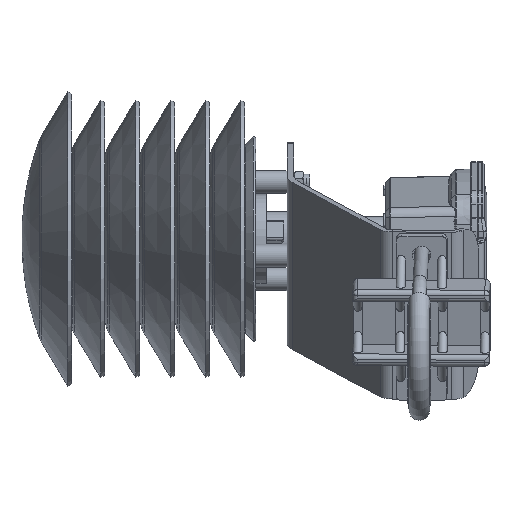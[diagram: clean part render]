
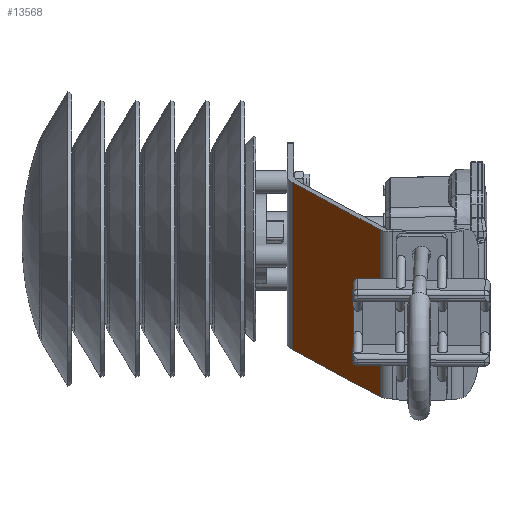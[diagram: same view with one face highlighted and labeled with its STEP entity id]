
A CAD part, left-side view. The second image highlights one B-rep face of the part: STEP entity #13568.
In plain terms, the highlighted planar face has unit normal (-0.45, 0.883, -0.135).
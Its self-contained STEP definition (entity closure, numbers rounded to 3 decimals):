
#5422=FACE_OUTER_BOUND('',#17743,.T.);
#8019=LINE('',#74160,#9943);
#8035=LINE('',#74208,#9959);
#8042=LINE('',#74224,#9966);
#8043=LINE('',#74228,#9967);
#9943=VECTOR('',#57026,1.);
#9959=VECTOR('',#57070,1.);
#9966=VECTOR('',#57089,1.);
#9967=VECTOR('',#57094,1.);
#11638=PLANE('',#49993);
#13568=ADVANCED_FACE('',(#5422),#11638,.T.);
#17743=EDGE_LOOP('',(#23514,#23515,#23516,#23517));
#23514=ORIENTED_EDGE('',*,*,#40259,.F.);
#23515=ORIENTED_EDGE('',*,*,#40269,.T.);
#23516=ORIENTED_EDGE('',*,*,#40267,.F.);
#23517=ORIENTED_EDGE('',*,*,#40235,.F.);
#35389=VERTEX_POINT('',#74159);
#35390=VERTEX_POINT('',#74161);
#35407=VERTEX_POINT('',#74207);
#35411=VERTEX_POINT('',#74225);
#40235=EDGE_CURVE('',#35389,#35390,#8019,.T.);
#40259=EDGE_CURVE('',#35407,#35389,#8035,.T.);
#40267=EDGE_CURVE('',#35390,#35411,#8042,.T.);
#40269=EDGE_CURVE('',#35407,#35411,#8043,.T.);
#49993=AXIS2_PLACEMENT_3D('',#74229,#57095,#57096);
#57026=DIRECTION('',(0.846,0.469,0.254));
#57070=DIRECTION('',(0.287,0.,-0.958));
#57089=DIRECTION('',(-0.287,0.,0.958));
#57094=DIRECTION('',(0.846,0.469,0.254));
#57095=DIRECTION('',(-0.45,0.883,-0.135));
#57096=DIRECTION('',(-0.846,-0.469,-0.254));
#74159=CARTESIAN_POINT('',(284.339,-54.474,-508.241));
#74160=CARTESIAN_POINT('',(281.35,-56.134,-509.138));
#74161=CARTESIAN_POINT('',(353.245,-16.222,-487.564));
#74207=CARTESIAN_POINT('',(262.496,-54.474,-435.447));
#74208=CARTESIAN_POINT('',(262.496,-54.474,-435.447));
#74224=CARTESIAN_POINT('',(331.402,-16.222,-414.771));
#74225=CARTESIAN_POINT('',(331.402,-16.222,-414.771));
#74228=CARTESIAN_POINT('',(259.507,-56.134,-436.344));
#74229=CARTESIAN_POINT('',(259.507,-56.134,-436.344));
